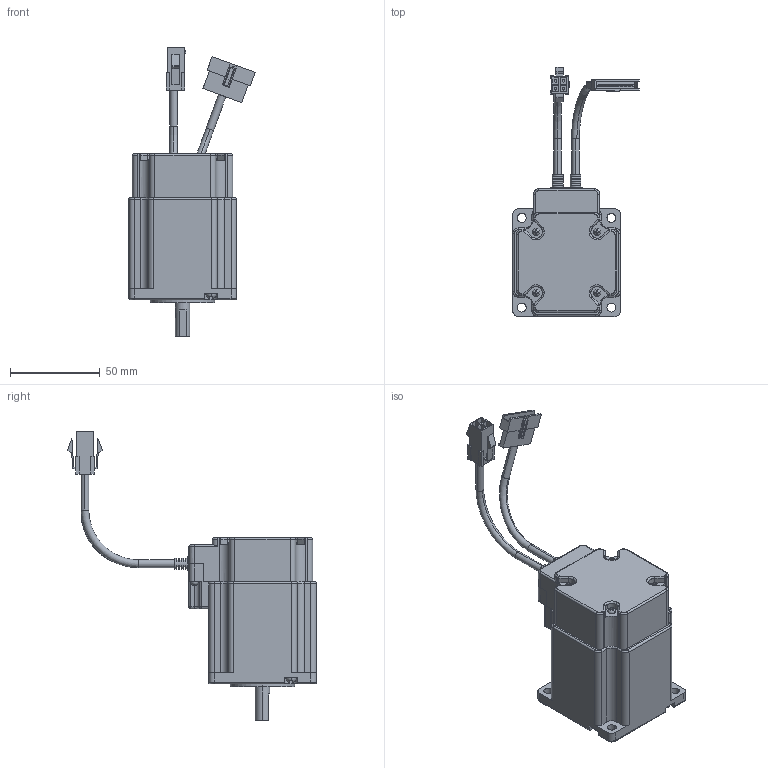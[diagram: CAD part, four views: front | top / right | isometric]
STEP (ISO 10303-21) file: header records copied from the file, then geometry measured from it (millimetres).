
FILE_DESCRIPTION (( 'STEP AP203' ), '1' );
FILE_NAME ('EzM-60M Assembly_091218.STEP', '2013-11-19T08:18:05', ( '' ), ( '' ), 'SwSTEP 2.0', 'SolidWorks 2012', '' );
FILE_SCHEMA (( 'CONFIG_CONTROL_DESIGN' ));
Length unit declared in the file: millimetre
Products named in the file (14): EzM-60M Assembly_091218; MainEzM-60M-assembly-1; MainM3-screw10-1-1; MainM3-screw7-1-1; MainM3-screw9-1-1; MainM3-screw8-1-1; MainM3-screw12-1-1; MainM3-screw11-1-1; MainEzM-60M-1; MainEZSV_60_Encoder_Cover-1-1; MainEZSV_60_Cable_Cover-1-1; Main60_Encoder_Plate-1-1; MainEncoder_Cable_60-1-1; MainPower_Cable_60-1-1
Assembly tree (13 placements, depth 3):
  EzM-60M Assembly_091218
    MainEzM-60M-assembly-1
      MainPower_Cable_60-1-1
      MainEncoder_Cable_60-1-1
      Main60_Encoder_Plate-1-1
      MainEZSV_60_Cable_Cover-1-1
      MainEZSV_60_Encoder_Cover-1-1
      MainEzM-60M-1
      MainM3-screw11-1-1
      MainM3-screw12-1-1
      MainM3-screw8-1-1
      MainM3-screw9-1-1
      MainM3-screw7-1-1
      MainM3-screw10-1-1
Bounding box: 70.49 x 138.64 x 161.6 mm (x, y, z)
Volume: 213018.9 mm3; surface area: 55185.4 mm2
Topology: 12 solids, 12 shells, 932 faces, 2488 edges, 1608 vertices
Faces by surface type: plane 496, cylinder 352, bspline 50, sphere 24, cone 6, torus 4
Entity records: 33546 total; most frequent: CARTESIAN_POINT 9117, ORIENTED_EDGE 4872, DIRECTION 4722, EDGE_CURVE 2436, AXIS2_PLACEMENT_3D 1684, VERTEX_POINT 1588, LINE 1354, VECTOR 1354
